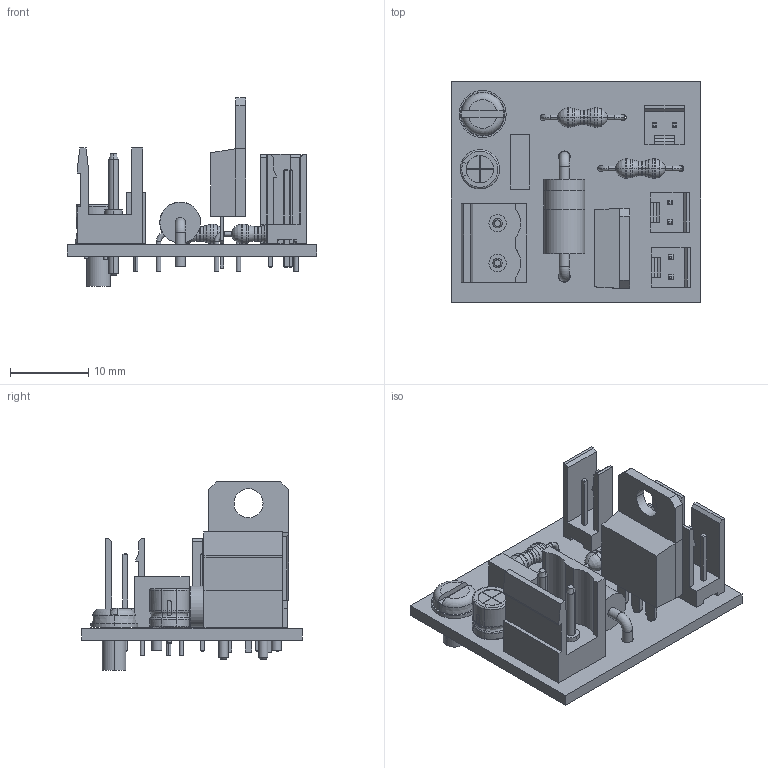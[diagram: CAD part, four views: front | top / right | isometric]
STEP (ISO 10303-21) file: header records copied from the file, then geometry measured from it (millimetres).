
FILE_DESCRIPTION(('KiCad electronic assembly'),'2;1');
FILE_NAME('Extension_Pompes.step','2025-04-26T11:31:08',('Pcbnew'),( 'Kicad'),'Open CASCADE STEP processor 7.8','KiCad to STEP converter' ,'Unknown');
FILE_SCHEMA(('AUTOMOTIVE_DESIGN { 1 0 10303 214 1 1 1 1 }'));
Length unit declared in the file: millimetre
Products named in the file (12): Extension_Pompes 1; C_Rect_L7.0mm_W2.5mm_P5.00mm; OmnimateSL_1x02; Screw_3mm; slotted pan head screw_iso_ISO 1580 - M3 x 6 - 6N; plain washer small grade a_iso_Washer ISO 7092 - 3; D_DO-201AD_P15.24mm_Horizontal; autocom2; CP_Radial_D5.0mm_P2.50mm; R_Axial_L6.3mm_D2.5mm_P10.16mm_Horizontal; TO220_vertical; Extension_Pompes_PCB
Assembly tree (14 placements, depth 3):
  Extension_Pompes 1
    C_Rect_L7.0mm_W2.5mm_P5.00mm
    OmnimateSL_1x02
    Screw_3mm
      slotted pan head screw_iso_ISO 1580 - M3 x 6 - 6N
      plain washer small grade a_iso_Washer ISO 7092 - 3
    D_DO-201AD_P15.24mm_Horizontal
    autocom2  x3
    CP_Radial_D5.0mm_P2.50mm
    R_Axial_L6.3mm_D2.5mm_P10.16mm_Horizontal  x2
    TO220_vertical
    Extension_Pompes_PCB
Bounding box: 31.75 x 28.07 x 24.01 mm (x, y, z)
Volume: 3220.4 mm3; surface area: 5206.9 mm2
Topology: 13 solids, 14 shells, 514 faces, 1173 edges, 717 vertices
Faces by surface type: plane 303, cylinder 88, revolution 45, cone 42, torus 30, bspline 6
Full cylindrical faces by diameter (mm): 0.5 x2, 0.8 x8, 1 x9, 1.3 x4, 1.5 x4, 3.5 x1, 5.2 x2, 5.22 x1
Entity records: 12516 total; most frequent: CARTESIAN_POINT 2440, DIRECTION 1700, ORIENTED_EDGE 1562, EDGE_CURVE 781, AXIS2_PLACEMENT_3D 595, VERTEX_POINT 485, LINE 485, VECTOR 485
